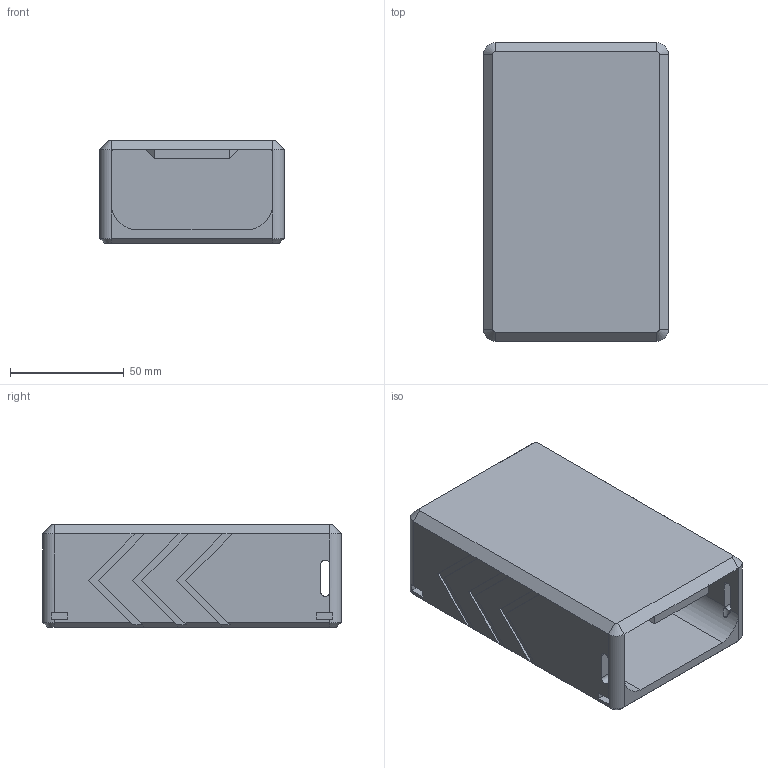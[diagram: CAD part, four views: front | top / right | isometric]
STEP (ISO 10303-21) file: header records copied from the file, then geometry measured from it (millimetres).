
FILE_DESCRIPTION(('STEP AP203'), '1');
FILE_NAME('PowerBay', '', ('UNSPECIFIED'), ('UNSPECIFIED'), 'C3D Converter', 'C3D Toolkit', '');
FILE_SCHEMA(('CONFIG_CONTROL_DESIGN'));
Length unit declared in the file: millimetre
Bounding box: 81 x 131 x 45 mm (x, y, z)
Volume: 178466.9 mm3; surface area: 64723.6 mm2
Topology: 1 solids, 1 shells, 153 faces, 419 edges, 264 vertices
Faces by surface type: plane 101, cylinder 44, cone 8
Entity records: 5267 total; most frequent: CARTESIAN_POINT 1279, ORIENTED_EDGE 838, DIRECTION 811, EDGE_CURVE 419, LINE 303, VECTOR 303, VERTEX_POINT 264, AXIS2_PLACEMENT_3D 254
